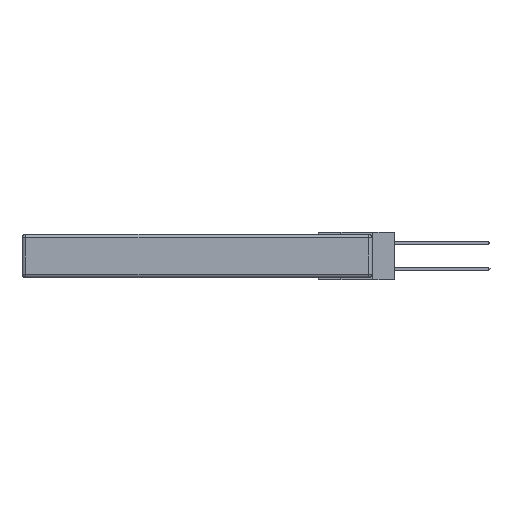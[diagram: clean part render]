
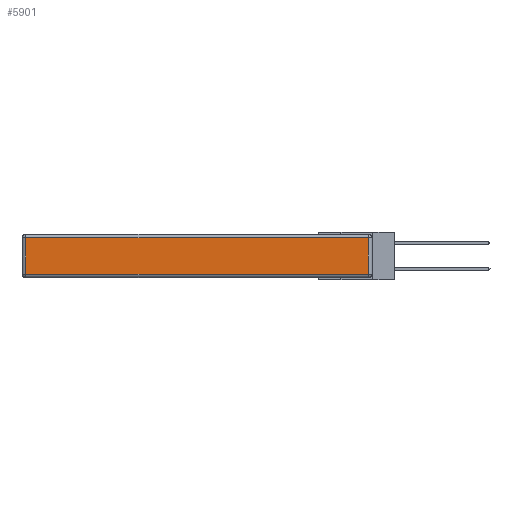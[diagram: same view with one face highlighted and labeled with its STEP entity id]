
A CAD part, left-side view. The second image highlights one B-rep face of the part: STEP entity #5901.
In plain terms, the highlighted planar face has unit normal (-1, 0, 0).
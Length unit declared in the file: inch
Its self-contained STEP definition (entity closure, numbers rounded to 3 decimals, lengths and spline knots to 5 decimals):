
#71 = LINE ( 'NONE', #30057, #28318 ) ;
#398 = CARTESIAN_POINT ( 'NONE',  ( 0., 0.03, -0.313 ) ) ;
#1150 = CARTESIAN_POINT ( 'NONE',  ( 0., 2.72, -0.313 ) ) ;
#2919 = DIRECTION ( 'NONE',  ( 0., 0., -1. ) ) ;
#4094 = CARTESIAN_POINT ( 'NONE',  ( 0., 0., -0.343 ) ) ;
#5270 = EDGE_CURVE ( 'NONE', #14493, #18558, #21789, .T. ) ;
#5901 = ADVANCED_FACE ( 'NONE', ( #29868 ), #13956, .T. ) ;
#6009 = AXIS2_PLACEMENT_3D ( 'NONE', #4094, #18330, #11396 ) ;
#6132 = ORIENTED_EDGE ( 'NONE', *, *, #30773, .T. ) ;
#8995 = DIRECTION ( 'NONE',  ( 0., 1., 0. ) ) ;
#10293 = CARTESIAN_POINT ( 'NONE',  ( 0., 2.72, -0.343 ) ) ;
#10885 = EDGE_CURVE ( 'NONE', #19436, #16536, #12497, .T. ) ;
#11396 = DIRECTION ( 'NONE',  ( 0., 0., 1. ) ) ;
#12185 = ORIENTED_EDGE ( 'NONE', *, *, #5270, .T. ) ;
#12497 = LINE ( 'NONE', #10293, #28832 ) ;
#13202 = LINE ( 'NONE', #25420, #23245 ) ;
#13851 = EDGE_CURVE ( 'NONE', #18558, #19436, #13202, .T. ) ;
#13956 = PLANE ( 'NONE',  #6009 ) ;
#14493 = VERTEX_POINT ( 'NONE', #398 ) ;
#16536 = VERTEX_POINT ( 'NONE', #1150 ) ;
#16971 = CARTESIAN_POINT ( 'NONE',  ( 0., 0.03, -0.03 ) ) ;
#18232 = DIRECTION ( 'NONE',  ( 0., -1., 0. ) ) ;
#18330 = DIRECTION ( 'NONE',  ( -1., 0., 0. ) ) ;
#18558 = VERTEX_POINT ( 'NONE', #16971 ) ;
#18964 = ORIENTED_EDGE ( 'NONE', *, *, #13851, .T. ) ;
#19436 = VERTEX_POINT ( 'NONE', #21895 ) ;
#20400 = CARTESIAN_POINT ( 'NONE',  ( 0., 0.03, -0.343 ) ) ;
#20876 = DIRECTION ( 'NONE',  ( 0., 0., 1. ) ) ;
#21034 = VECTOR ( 'NONE', #20876, 39.37008 ) ;
#21096 = EDGE_LOOP ( 'NONE', ( #6132, #12185, #18964, #22907 ) ) ;
#21789 = LINE ( 'NONE', #20400, #21034 ) ;
#21895 = CARTESIAN_POINT ( 'NONE',  ( 0., 2.72, -0.03 ) ) ;
#22907 = ORIENTED_EDGE ( 'NONE', *, *, #10885, .T. ) ;
#23245 = VECTOR ( 'NONE', #8995, 39.37008 ) ;
#25420 = CARTESIAN_POINT ( 'NONE',  ( 0., 2.75, -0.03 ) ) ;
#28318 = VECTOR ( 'NONE', #18232, 39.37008 ) ;
#28832 = VECTOR ( 'NONE', #2919, 39.37008 ) ;
#29868 = FACE_OUTER_BOUND ( 'NONE', #21096, .T. ) ;
#30057 = CARTESIAN_POINT ( 'NONE',  ( 0., 0., -0.313 ) ) ;
#30773 = EDGE_CURVE ( 'NONE', #16536, #14493, #71, .T. ) ;
